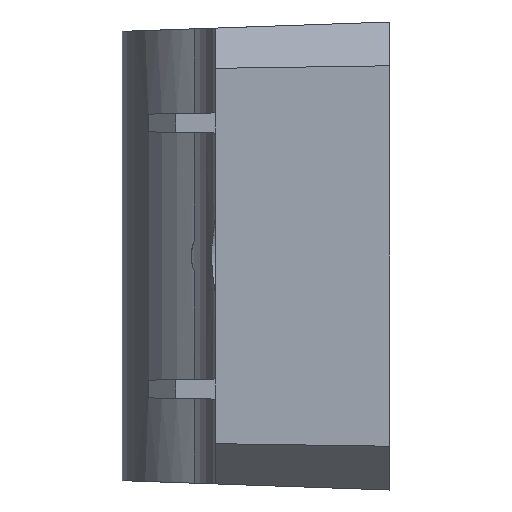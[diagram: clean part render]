
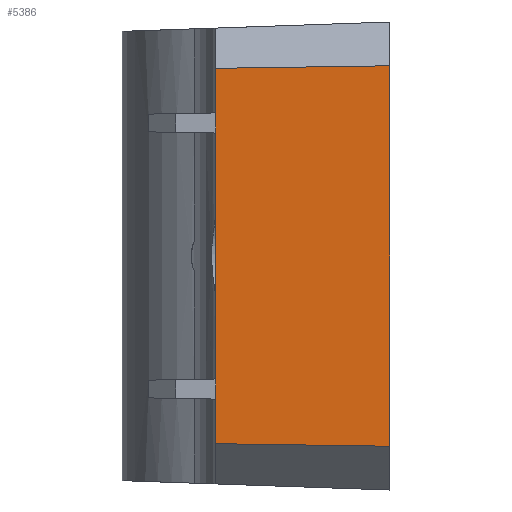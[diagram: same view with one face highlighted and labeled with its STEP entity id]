
A CAD part, left-side view. The second image highlights one B-rep face of the part: STEP entity #5386.
In plain terms, the highlighted planar face has unit normal (-0.999, 0.035, 0).
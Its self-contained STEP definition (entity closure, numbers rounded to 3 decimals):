
#3 = VERTEX_POINT ( 'NONE', #6105 ) ;
#63 = CARTESIAN_POINT ( 'NONE',  ( -21.596, 5.125, 13.998 ) ) ;
#344 = LINE ( 'NONE', #1376, #3492 ) ;
#520 = CARTESIAN_POINT ( 'NONE',  ( -21.6, 5., -14. ) ) ;
#600 = LINE ( 'NONE', #63, #1184 ) ;
#759 = CARTESIAN_POINT ( 'NONE',  ( -22.054, -8., 17. ) ) ;
#974 = CARTESIAN_POINT ( 'NONE',  ( -22.054, -8., 14.188 ) ) ;
#1184 = VECTOR ( 'NONE', #5685, 1000. ) ;
#1232 = ORIENTED_EDGE ( 'NONE', *, *, #6243, .T. ) ;
#1240 = PLANE ( 'NONE',  #4456 ) ;
#1295 = LINE ( 'NONE', #759, #5626 ) ;
#1313 = LINE ( 'NONE', #6297, #2372 ) ;
#1370 = LINE ( 'NONE', #2381, #3827 ) ;
#1376 = CARTESIAN_POINT ( 'NONE',  ( -21.6, 5., -17.001 ) ) ;
#1410 = EDGE_CURVE ( 'NONE', #5783, #1897, #4290, .T. ) ;
#1661 = ORIENTED_EDGE ( 'NONE', *, *, #6521, .F. ) ;
#1675 = ORIENTED_EDGE ( 'NONE', *, *, #3546, .T. ) ;
#1887 = CARTESIAN_POINT ( 'NONE',  ( -21.6, 5., -17.001 ) ) ;
#1897 = VERTEX_POINT ( 'NONE', #3739 ) ;
#2075 = ORIENTED_EDGE ( 'NONE', *, *, #5576, .F. ) ;
#2135 = ORIENTED_EDGE ( 'NONE', *, *, #5960, .F. ) ;
#2173 = CARTESIAN_POINT ( 'NONE',  ( -22.054, -8., -14.188 ) ) ;
#2308 = DIRECTION ( 'NONE',  ( -0.035, -0.999, 0. ) ) ;
#2372 = VECTOR ( 'NONE', #2827, 1000. ) ;
#2381 = CARTESIAN_POINT ( 'NONE',  ( -21.584, 5.472, -13.993 ) ) ;
#2727 = EDGE_CURVE ( 'NONE', #3949, #4646, #1313, .T. ) ;
#2729 = LINE ( 'NONE', #3776, #5415 ) ;
#2827 = DIRECTION ( 'NONE',  ( 0., 0., -1. ) ) ;
#2984 = CARTESIAN_POINT ( 'NONE',  ( -21.6, 5., -17.001 ) ) ;
#3062 = VECTOR ( 'NONE', #4090, 1000. ) ;
#3221 = FACE_OUTER_BOUND ( 'NONE', #4371, .T. ) ;
#3240 = DIRECTION ( 'NONE',  ( 0., 0., -1. ) ) ;
#3276 = DIRECTION ( 'NONE',  ( 0., 0., 1. ) ) ;
#3430 = CARTESIAN_POINT ( 'NONE',  ( -21.6, 5., 14. ) ) ;
#3492 = VECTOR ( 'NONE', #6029, 1000. ) ;
#3546 = EDGE_CURVE ( 'NONE', #5994, #5940, #600, .T. ) ;
#3574 = ORIENTED_EDGE ( 'NONE', *, *, #1410, .F. ) ;
#3739 = CARTESIAN_POINT ( 'NONE',  ( -21.6, 5., -10.672 ) ) ;
#3776 = CARTESIAN_POINT ( 'NONE',  ( -21.6, 5., -9.172 ) ) ;
#3827 = VECTOR ( 'NONE', #4926, 1000. ) ;
#3949 = VERTEX_POINT ( 'NONE', #5013 ) ;
#4090 = DIRECTION ( 'NONE',  ( 0., 0., 1. ) ) ;
#4109 = VERTEX_POINT ( 'NONE', #2173 ) ;
#4290 = LINE ( 'NONE', #5808, #4924 ) ;
#4371 = EDGE_LOOP ( 'NONE', ( #3574, #1232, #1661, #1675, #2135, #5865, #2075, #6497 ) ) ;
#4456 = AXIS2_PLACEMENT_3D ( 'NONE', #1887, #4959, #2308 ) ;
#4620 = LINE ( 'NONE', #2984, #3062 ) ;
#4646 = VERTEX_POINT ( 'NONE', #5740 ) ;
#4772 = EDGE_CURVE ( 'NONE', #3, #1897, #2729, .T. ) ;
#4924 = VECTOR ( 'NONE', #3276, 1000. ) ;
#4926 = DIRECTION ( 'NONE',  ( -0.035, -0.999, -0.014 ) ) ;
#4959 = DIRECTION ( 'NONE',  ( -0.999, 0.035, 0. ) ) ;
#5013 = CARTESIAN_POINT ( 'NONE',  ( -21.6, 5., 10.672 ) ) ;
#5386 = ADVANCED_FACE ( 'NONE', ( #3221 ), #1240, .T. ) ;
#5415 = VECTOR ( 'NONE', #6302, 1000. ) ;
#5576 = EDGE_CURVE ( 'NONE', #3, #4646, #4620, .T. ) ;
#5626 = VECTOR ( 'NONE', #3240, 1000. ) ;
#5685 = DIRECTION ( 'NONE',  ( 0.035, 0.999, -0.014 ) ) ;
#5740 = CARTESIAN_POINT ( 'NONE',  ( -21.6, 5., 9.172 ) ) ;
#5783 = VERTEX_POINT ( 'NONE', #520 ) ;
#5808 = CARTESIAN_POINT ( 'NONE',  ( -21.6, 5., -17.001 ) ) ;
#5865 = ORIENTED_EDGE ( 'NONE', *, *, #2727, .T. ) ;
#5940 = VERTEX_POINT ( 'NONE', #3430 ) ;
#5960 = EDGE_CURVE ( 'NONE', #3949, #5940, #344, .T. ) ;
#5994 = VERTEX_POINT ( 'NONE', #974 ) ;
#6029 = DIRECTION ( 'NONE',  ( 0., 0., 1. ) ) ;
#6105 = CARTESIAN_POINT ( 'NONE',  ( -21.6, 5., -9.172 ) ) ;
#6243 = EDGE_CURVE ( 'NONE', #5783, #4109, #1370, .T. ) ;
#6297 = CARTESIAN_POINT ( 'NONE',  ( -21.6, 5., 10.672 ) ) ;
#6302 = DIRECTION ( 'NONE',  ( 0., 0., -1. ) ) ;
#6497 = ORIENTED_EDGE ( 'NONE', *, *, #4772, .T. ) ;
#6521 = EDGE_CURVE ( 'NONE', #5994, #4109, #1295, .T. ) ;
